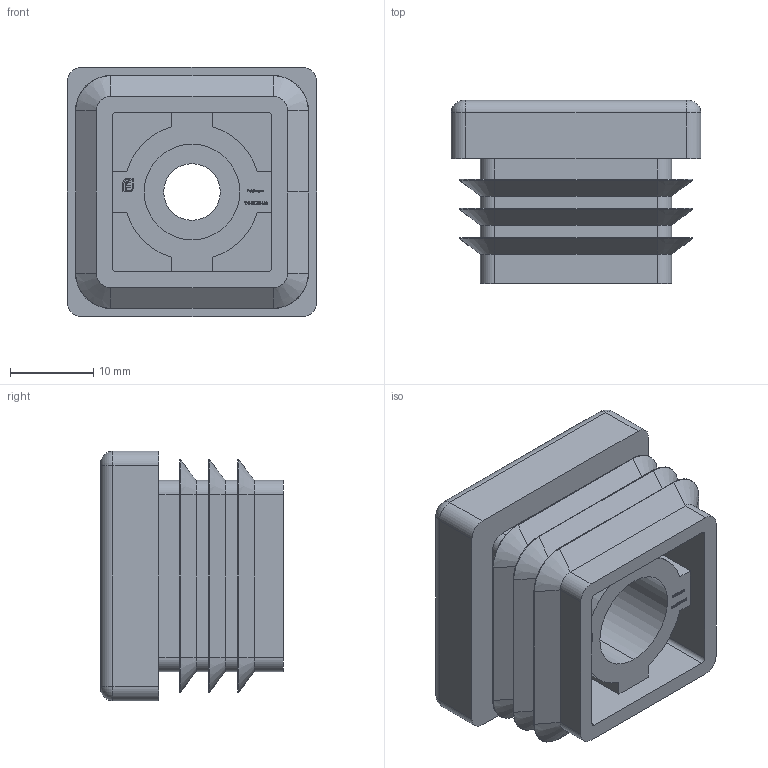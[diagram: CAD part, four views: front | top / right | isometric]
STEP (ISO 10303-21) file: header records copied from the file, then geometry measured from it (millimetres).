
FILE_DESCRIPTION (( 'STEP AP203' ), '1' );
FILE_NAME ('178-30X30-M8.step', '2021-01-27T12:30:11', ( '' ), ( '' ), 'SwSTEP 2.0', 'SolidWorks 2018', '' );
FILE_SCHEMA (( 'CONFIG_CONTROL_DESIGN' ));
Length unit declared in the file: millimetre
Products named in the file (2): 178-30X30-M8
Bounding box: 30 x 22 x 30 mm (x, y, z)
Volume: 11306.4 mm3; surface area: 7253.7 mm2
Topology: 2 solids, 2 shells, 500 faces, 1266 edges, 805 vertices
Faces by surface type: plane 250, bspline 148, cylinder 70, torus 16, cone 16
Entity records: 22329 total; most frequent: CARTESIAN_POINT 11057, ORIENTED_EDGE 2532, DIRECTION 1844, EDGE_CURVE 1266, VERTEX_POINT 805, LINE 804, VECTOR 804, EDGE_LOOP 539
